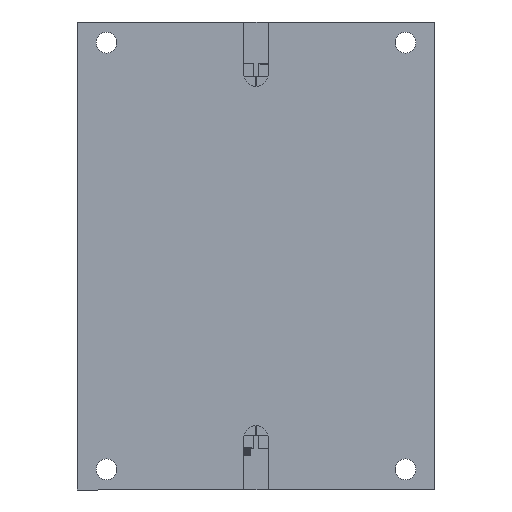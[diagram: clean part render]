
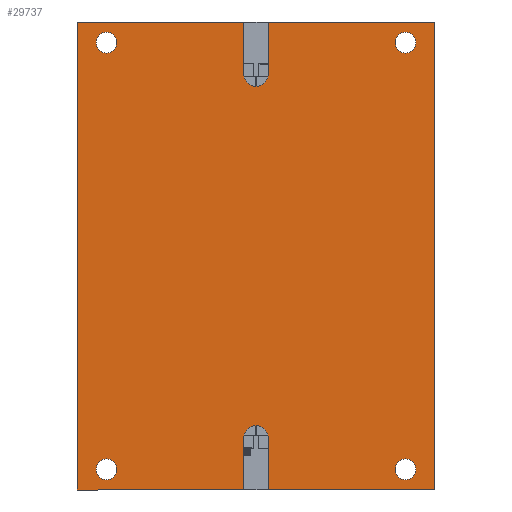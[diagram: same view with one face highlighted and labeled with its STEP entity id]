
A CAD part, front view. The second image highlights one B-rep face of the part: STEP entity #29737.
In plain terms, the highlighted face is planar.
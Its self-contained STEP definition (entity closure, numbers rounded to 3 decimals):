
#1893=FACE_BOUND('',#4151,.T.);
#1894=FACE_BOUND('',#4152,.T.);
#1895=FACE_BOUND('',#4153,.T.);
#1896=FACE_BOUND('',#4154,.T.);
#2095=CIRCLE('',#31496,1.5);
#2097=CIRCLE('',#31501,1.5);
#2099=CIRCLE('',#31508,1.25);
#2100=CIRCLE('',#31509,1.25);
#2101=CIRCLE('',#31510,1.25);
#2102=CIRCLE('',#31511,1.25);
#2598=FACE_OUTER_BOUND('',#4150,.T.);
#4150=EDGE_LOOP('',(#20178,#20179,#20180,#20181,#20182,#20183,#20184,#20185,
#20186,#20187,#20188,#20189));
#4151=EDGE_LOOP('',(#20190));
#4152=EDGE_LOOP('',(#20191));
#4153=EDGE_LOOP('',(#20192));
#4154=EDGE_LOOP('',(#20193));
#5894=LINE('',#42223,#9634);
#5898=LINE('',#42232,#9638);
#5902=LINE('',#42244,#9642);
#5906=LINE('',#42253,#9646);
#5912=LINE('',#42267,#9652);
#5913=LINE('',#42270,#9653);
#5918=LINE('',#42279,#9658);
#5919=LINE('',#42282,#9659);
#5922=LINE('',#42287,#9662);
#5923=LINE('',#42288,#9663);
#9634=VECTOR('',#33826,10.);
#9638=VECTOR('',#33832,10.);
#9642=VECTOR('',#33844,10.);
#9646=VECTOR('',#33850,10.);
#9652=VECTOR('',#33864,1.);
#9653=VECTOR('',#33867,1.);
#9658=VECTOR('',#33874,1.);
#9659=VECTOR('',#33877,1.);
#9662=VECTOR('',#33882,1.);
#9663=VECTOR('',#33883,1.);
#13374=VERTEX_POINT('',#42221);
#13375=VERTEX_POINT('',#42222);
#13378=VERTEX_POINT('',#42230);
#13379=VERTEX_POINT('',#42231);
#13382=VERTEX_POINT('',#42242);
#13383=VERTEX_POINT('',#42243);
#13386=VERTEX_POINT('',#42251);
#13387=VERTEX_POINT('',#42252);
#13391=VERTEX_POINT('',#42265);
#13392=VERTEX_POINT('',#42269);
#13395=VERTEX_POINT('',#42277);
#13396=VERTEX_POINT('',#42281);
#13398=VERTEX_POINT('',#42289);
#13399=VERTEX_POINT('',#42291);
#13400=VERTEX_POINT('',#42293);
#13401=VERTEX_POINT('',#42295);
#16032=EDGE_CURVE('',#13374,#13375,#5894,.T.);
#16036=EDGE_CURVE('',#13378,#13379,#5898,.T.);
#16040=EDGE_CURVE('',#13379,#13374,#2095,.T.);
#16042=EDGE_CURVE('',#13382,#13383,#5902,.T.);
#16046=EDGE_CURVE('',#13386,#13387,#5906,.T.);
#16050=EDGE_CURVE('',#13387,#13382,#2097,.T.);
#16054=EDGE_CURVE('',#13391,#13375,#5912,.T.);
#16055=EDGE_CURVE('',#13378,#13392,#5913,.T.);
#16060=EDGE_CURVE('',#13395,#13383,#5918,.T.);
#16061=EDGE_CURVE('',#13386,#13396,#5919,.T.);
#16064=EDGE_CURVE('',#13396,#13391,#5922,.T.);
#16065=EDGE_CURVE('',#13392,#13395,#5923,.T.);
#16066=EDGE_CURVE('',#13398,#13398,#2099,.T.);
#16067=EDGE_CURVE('',#13399,#13399,#2100,.T.);
#16068=EDGE_CURVE('',#13400,#13400,#2101,.T.);
#16069=EDGE_CURVE('',#13401,#13401,#2102,.T.);
#20178=ORIENTED_EDGE('',*,*,#16036,.T.);
#20179=ORIENTED_EDGE('',*,*,#16040,.T.);
#20180=ORIENTED_EDGE('',*,*,#16032,.T.);
#20181=ORIENTED_EDGE('',*,*,#16054,.F.);
#20182=ORIENTED_EDGE('',*,*,#16064,.F.);
#20183=ORIENTED_EDGE('',*,*,#16061,.F.);
#20184=ORIENTED_EDGE('',*,*,#16046,.T.);
#20185=ORIENTED_EDGE('',*,*,#16050,.T.);
#20186=ORIENTED_EDGE('',*,*,#16042,.T.);
#20187=ORIENTED_EDGE('',*,*,#16060,.F.);
#20188=ORIENTED_EDGE('',*,*,#16065,.F.);
#20189=ORIENTED_EDGE('',*,*,#16055,.F.);
#20190=ORIENTED_EDGE('',*,*,#16066,.F.);
#20191=ORIENTED_EDGE('',*,*,#16067,.F.);
#20192=ORIENTED_EDGE('',*,*,#16068,.F.);
#20193=ORIENTED_EDGE('',*,*,#16069,.F.);
#28358=PLANE('',#31507);
#29737=ADVANCED_FACE('',(#2598,#1893,#1894,#1895,#1896),#28358,.T.);
#31496=AXIS2_PLACEMENT_3D('',#42239,#33838,#33839);
#31501=AXIS2_PLACEMENT_3D('',#42260,#33856,#33857);
#31507=AXIS2_PLACEMENT_3D('',#42286,#33880,#33881);
#31508=AXIS2_PLACEMENT_3D('',#42290,#33884,#33885);
#31509=AXIS2_PLACEMENT_3D('',#42292,#33886,#33887);
#31510=AXIS2_PLACEMENT_3D('',#42294,#33888,#33889);
#31511=AXIS2_PLACEMENT_3D('',#42296,#33890,#33891);
#33826=DIRECTION('',(1.,0.,0.));
#33832=DIRECTION('',(-1.,0.,0.));
#33838=DIRECTION('center_axis',(0.,0.,1.));
#33839=DIRECTION('ref_axis',(0.,1.,0.));
#33844=DIRECTION('',(-1.,0.,0.));
#33850=DIRECTION('',(1.,0.,0.));
#33856=DIRECTION('center_axis',(0.,0.,1.));
#33857=DIRECTION('ref_axis',(0.,-1.,0.));
#33864=DIRECTION('',(0.,1.,0.));
#33867=DIRECTION('',(0.,1.,0.));
#33874=DIRECTION('',(0.,-1.,0.));
#33877=DIRECTION('',(0.,-1.,0.));
#33880=DIRECTION('center_axis',(0.,0.,-1.));
#33881=DIRECTION('ref_axis',(-1.,0.,0.));
#33882=DIRECTION('',(1.,0.,0.));
#33883=DIRECTION('',(-1.,0.,0.));
#33884=DIRECTION('center_axis',(0.,0.,-1.));
#33885=DIRECTION('ref_axis',(-1.,0.,0.));
#33886=DIRECTION('center_axis',(0.,0.,-1.));
#33887=DIRECTION('ref_axis',(-1.,0.,0.));
#33888=DIRECTION('center_axis',(0.,0.,-1.));
#33889=DIRECTION('ref_axis',(-1.,0.,0.));
#33890=DIRECTION('center_axis',(0.,0.,-1.));
#33891=DIRECTION('ref_axis',(-1.,0.,0.));
#42221=CARTESIAN_POINT('',(50.25,20.05,0.));
#42222=CARTESIAN_POINT('',(56.5,20.05,0.));
#42223=CARTESIAN_POINT('',(42.375,20.05,0.));
#42230=CARTESIAN_POINT('',(56.5,23.05,0.));
#42231=CARTESIAN_POINT('',(50.25,23.05,0.));
#42232=CARTESIAN_POINT('',(39.25,23.05,0.));
#42239=CARTESIAN_POINT('Origin',(50.25,21.55,0.));
#42242=CARTESIAN_POINT('',(6.25,23.05,0.));
#42243=CARTESIAN_POINT('',(0.,23.05,0.));
#42244=CARTESIAN_POINT('',(14.125,23.05,0.));
#42251=CARTESIAN_POINT('',(0.,20.05,0.));
#42252=CARTESIAN_POINT('',(6.25,20.05,0.));
#42253=CARTESIAN_POINT('',(17.25,20.05,0.));
#42260=CARTESIAN_POINT('Origin',(6.25,21.55,0.));
#42265=CARTESIAN_POINT('',(56.5,0.,0.));
#42267=CARTESIAN_POINT('',(56.5,21.55,0.));
#42269=CARTESIAN_POINT('',(56.5,43.1,0.));
#42270=CARTESIAN_POINT('',(56.5,21.55,0.));
#42277=CARTESIAN_POINT('',(0.,43.1,0.));
#42279=CARTESIAN_POINT('',(0.,21.55,0.));
#42281=CARTESIAN_POINT('',(0.,0.,0.));
#42282=CARTESIAN_POINT('',(0.,21.55,0.));
#42286=CARTESIAN_POINT('Origin',(28.25,21.55,0.));
#42287=CARTESIAN_POINT('',(28.25,0.,0.));
#42288=CARTESIAN_POINT('',(28.25,43.1,0.));
#42289=CARTESIAN_POINT('',(3.75,3.5,0.));
#42290=CARTESIAN_POINT('Origin',(2.5,3.5,0.));
#42291=CARTESIAN_POINT('',(3.75,39.6,0.));
#42292=CARTESIAN_POINT('Origin',(2.5,39.6,0.));
#42293=CARTESIAN_POINT('',(55.25,3.5,0.));
#42294=CARTESIAN_POINT('Origin',(54.,3.5,0.));
#42295=CARTESIAN_POINT('',(55.25,39.6,0.));
#42296=CARTESIAN_POINT('Origin',(54.,39.6,0.));
